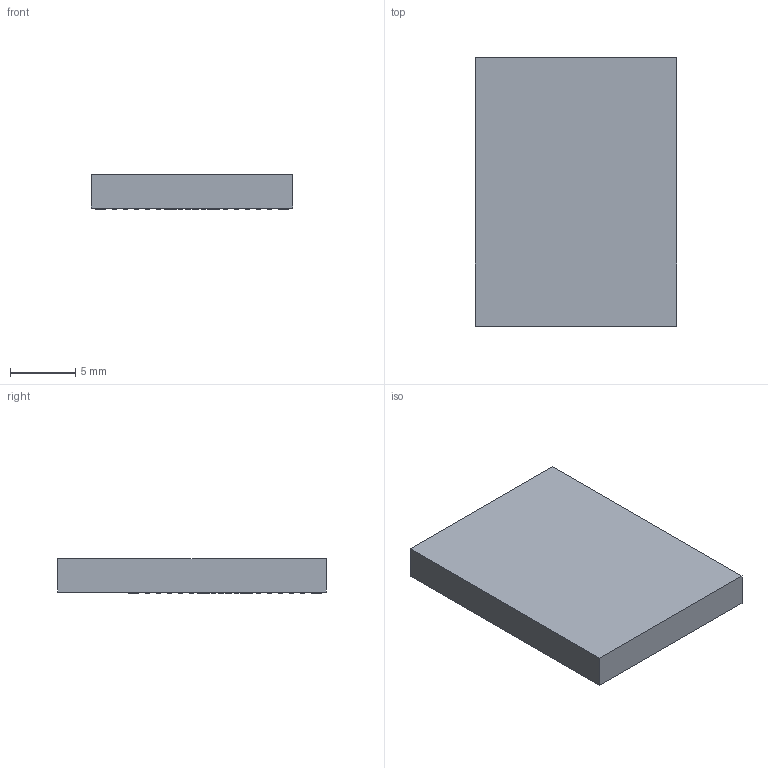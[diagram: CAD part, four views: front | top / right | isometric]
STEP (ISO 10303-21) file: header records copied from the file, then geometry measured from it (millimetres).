
FILE_DESCRIPTION(('FreeCAD Model'),'2;1');
FILE_NAME('15666033.1.6.stp','2022-06-06T09:23:35',( 'Author'),(''),'Open CASCADE STEP processor 6.9','FreeCAD','Unknown' );
FILE_SCHEMA(('AUTOMOTIVE_DESIGN { 1 0 10303 214 1 1 1 1 }'));
Length unit declared in the file: millimetre
Products named in the file (3): ASSEMBLY; Body; Pins
Assembly tree (2 placements, depth 2):
  ASSEMBLY
    Body
    Pins
Bounding box: 15.4 x 20.5 x 2.65 mm (x, y, z)
Volume: 807.4 mm3; surface area: 879 mm2
Topology: 74 solids, 74 shells, 444 faces, 888 edges, 592 vertices
Faces by surface type: plane 444
Entity records: 23366 total; most frequent: CARTESIAN_POINT 3703, DIRECTION 3558, LINE 2664, VECTOR 2664, ORIENTED_EDGE 1776, PCURVE 1776, DEFINITIONAL_REPRESENTATION 1776, EDGE_CURVE 888
